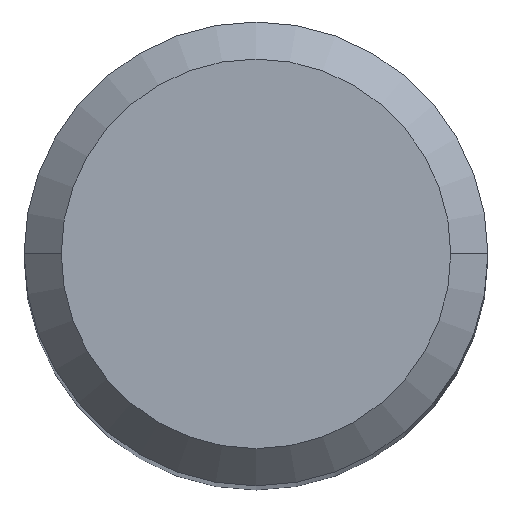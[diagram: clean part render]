
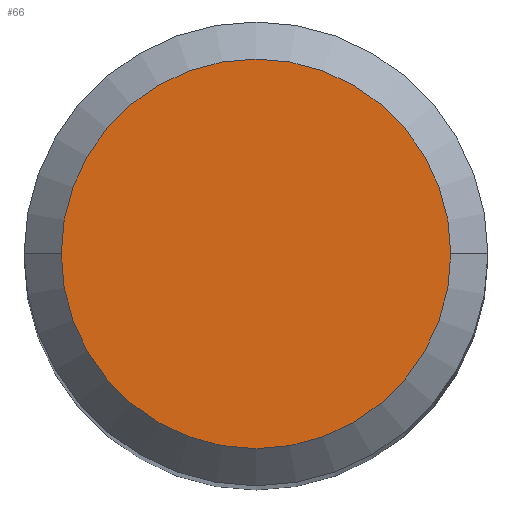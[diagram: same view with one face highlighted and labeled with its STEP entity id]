
A CAD part, top view. The second image highlights one B-rep face of the part: STEP entity #66.
In plain terms, the highlighted planar face has unit normal (0, 0, 1).
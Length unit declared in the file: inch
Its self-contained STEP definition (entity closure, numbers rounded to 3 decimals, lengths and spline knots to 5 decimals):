
#66 = ADVANCED_FACE ( 'NONE', ( #984 ), #674, .T. ) ;
#88 = AXIS2_PLACEMENT_3D ( 'NONE', #221, #227, #834 ) ;
#109 = AXIS2_PLACEMENT_3D ( 'NONE', #638, #255, #393 ) ;
#130 = EDGE_CURVE ( 'NONE', #466, #517, #557, .T. ) ;
#206 = CARTESIAN_POINT ( 'NONE',  ( 0.07875, 0., 2. ) ) ;
#221 = CARTESIAN_POINT ( 'NONE',  ( 0., 0., 2. ) ) ;
#227 = DIRECTION ( 'NONE',  ( 0., 0., 1. ) ) ;
#232 = EDGE_LOOP ( 'NONE', ( #478, #831 ) ) ;
#255 = DIRECTION ( 'NONE',  ( 0., 0., 1. ) ) ;
#389 = DIRECTION ( 'NONE',  ( 1., 0., 0. ) ) ;
#393 = DIRECTION ( 'NONE',  ( 1., 0., 0. ) ) ;
#435 = AXIS2_PLACEMENT_3D ( 'NONE', #756, #698, #389 ) ;
#466 = VERTEX_POINT ( 'NONE', #206 ) ;
#478 = ORIENTED_EDGE ( 'NONE', *, *, #655, .T. ) ;
#517 = VERTEX_POINT ( 'NONE', #700 ) ;
#557 = CIRCLE ( 'NONE', #435, 0.07875 ) ;
#638 = CARTESIAN_POINT ( 'NONE',  ( 0., 0., 2. ) ) ;
#655 = EDGE_CURVE ( 'NONE', #517, #466, #701, .T. ) ;
#674 = PLANE ( 'NONE',  #88 ) ;
#698 = DIRECTION ( 'NONE',  ( 0., 0., 1. ) ) ;
#700 = CARTESIAN_POINT ( 'NONE',  ( -0.07875, 0., 2. ) ) ;
#701 = CIRCLE ( 'NONE', #109, 0.07875 ) ;
#756 = CARTESIAN_POINT ( 'NONE',  ( 0., 0., 2. ) ) ;
#831 = ORIENTED_EDGE ( 'NONE', *, *, #130, .T. ) ;
#834 = DIRECTION ( 'NONE',  ( 1., 0., 0. ) ) ;
#984 = FACE_OUTER_BOUND ( 'NONE', #232, .T. ) ;
